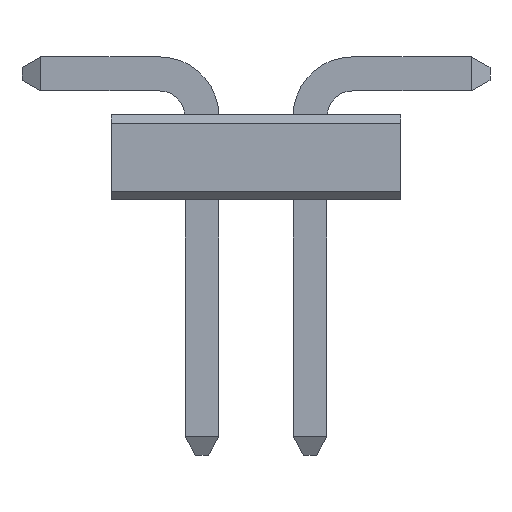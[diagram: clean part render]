
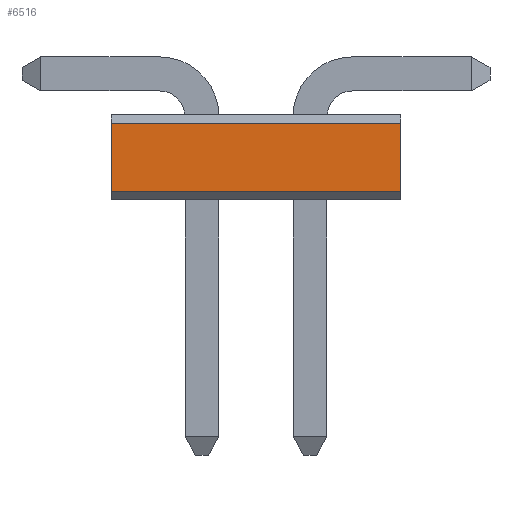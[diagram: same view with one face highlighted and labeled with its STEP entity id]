
A CAD part, front view. The second image highlights one B-rep face of the part: STEP entity #6516.
In plain terms, the highlighted planar face has unit normal (0, -1, 0).
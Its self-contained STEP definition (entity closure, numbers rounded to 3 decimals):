
#1187=DIRECTION('',(0.,0.,1.));
#1188=VECTOR('',#1187,0.8);
#1189=CARTESIAN_POINT('',(1.7,-6.985,0.1));
#1190=LINE('',#1189,#1188);
#3077=DIRECTION('',(-1.,0.,0.));
#3078=VECTOR('',#3077,3.4);
#3079=CARTESIAN_POINT('',(1.7,-6.985,0.1));
#3080=LINE('',#3079,#3078);
#3084=DIRECTION('',(0.,0.,1.));
#3085=VECTOR('',#3084,0.8);
#3086=CARTESIAN_POINT('',(-1.7,-6.985,0.1));
#3087=LINE('',#3086,#3085);
#3091=DIRECTION('',(1.,0.,0.));
#3092=VECTOR('',#3091,3.4);
#3093=CARTESIAN_POINT('',(-1.7,-6.985,0.9));
#3094=LINE('',#3093,#3092);
#3666=CARTESIAN_POINT('',(1.7,-6.985,0.9));
#3668=VERTEX_POINT('',#3666);
#3669=CARTESIAN_POINT('',(-1.7,-6.985,0.9));
#3670=VERTEX_POINT('',#3669);
#3674=CARTESIAN_POINT('',(-1.7,-6.985,0.1));
#3676=VERTEX_POINT('',#3674);
#3677=CARTESIAN_POINT('',(1.7,-6.985,0.1));
#3678=VERTEX_POINT('',#3677);
#6504=CARTESIAN_POINT('',(-1.7,-6.985,0.));
#6505=DIRECTION('',(0.,-1.,0.));
#6506=DIRECTION('',(1.,0.,0.));
#6507=AXIS2_PLACEMENT_3D('',#6504,#6505,#6506);
#6508=PLANE('',#6507);
#6510=ORIENTED_EDGE('',*,*,#6509,.T.);
#6511=ORIENTED_EDGE('',*,*,#4123,.T.);
#6512=ORIENTED_EDGE('',*,*,#6497,.T.);
#6513=ORIENTED_EDGE('',*,*,#4662,.F.);
#6514=EDGE_LOOP('',(#6510,#6511,#6512,#6513));
#6515=FACE_OUTER_BOUND('',#6514,.F.);
#4123=EDGE_CURVE('',#3676,#3670,#3087,.T.);
#4662=EDGE_CURVE('',#3678,#3668,#1190,.T.);
#6497=EDGE_CURVE('',#3670,#3668,#3094,.T.);
#6509=EDGE_CURVE('',#3678,#3676,#3080,.T.);
#6516=ADVANCED_FACE('',(#6515),#6508,.T.);
